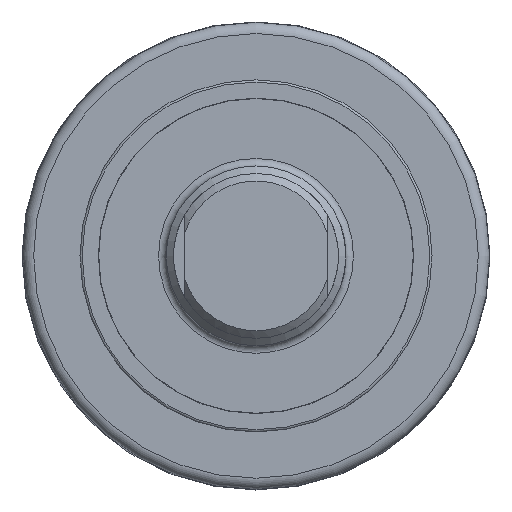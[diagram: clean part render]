
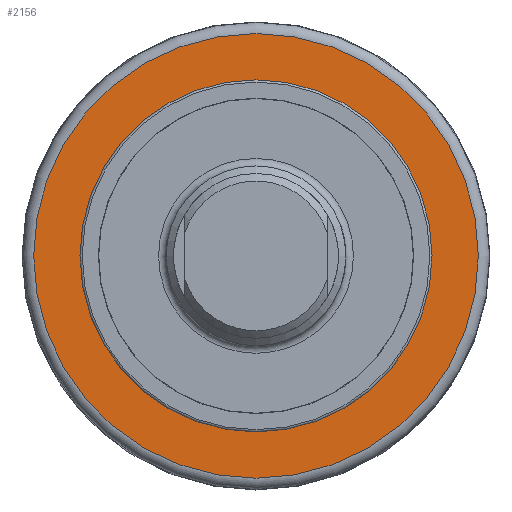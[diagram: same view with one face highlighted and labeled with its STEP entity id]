
A CAD part, left-side view. The second image highlights one B-rep face of the part: STEP entity #2156.
In plain terms, the highlighted planar face has unit normal (-1, 0, 0).
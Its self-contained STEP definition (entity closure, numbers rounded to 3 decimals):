
#63=FACE_BOUND('',#344,.T.);
#113=PLANE('',#2363);
#213=FACE_OUTER_BOUND('',#343,.T.);
#343=EDGE_LOOP('',(#1669,#1670));
#344=EDGE_LOOP('',(#1671,#1672));
#726=CIRCLE('',#2356,23.5);
#727=CIRCLE('',#2357,23.5);
#732=CIRCLE('',#2364,29.678);
#733=CIRCLE('',#2365,29.678);
#941=VERTEX_POINT('',#3577);
#942=VERTEX_POINT('',#3579);
#947=VERTEX_POINT('',#3592);
#948=VERTEX_POINT('',#3593);
#1214=EDGE_CURVE('',#942,#941,#726,.T.);
#1215=EDGE_CURVE('',#941,#942,#727,.T.);
#1220=EDGE_CURVE('',#947,#948,#732,.T.);
#1221=EDGE_CURVE('',#948,#947,#733,.T.);
#1669=ORIENTED_EDGE('',*,*,#1220,.F.);
#1670=ORIENTED_EDGE('',*,*,#1221,.F.);
#1671=ORIENTED_EDGE('',*,*,#1214,.T.);
#1672=ORIENTED_EDGE('',*,*,#1215,.T.);
#2156=ADVANCED_FACE('',(#213,#63),#113,.T.);
#2356=AXIS2_PLACEMENT_3D('',#3580,#2829,#2830);
#2357=AXIS2_PLACEMENT_3D('',#3581,#2831,#2832);
#2363=AXIS2_PLACEMENT_3D('',#3591,#2843,#2844);
#2364=AXIS2_PLACEMENT_3D('',#3594,#2845,#2846);
#2365=AXIS2_PLACEMENT_3D('',#3595,#2847,#2848);
#2829=DIRECTION('center_axis',(1.,0.,0.));
#2830=DIRECTION('ref_axis',(0.,-1.,0.));
#2831=DIRECTION('center_axis',(1.,0.,0.));
#2832=DIRECTION('ref_axis',(0.,-1.,0.));
#2843=DIRECTION('center_axis',(-1.,0.,0.));
#2844=DIRECTION('ref_axis',(0.,0.,-1.));
#2845=DIRECTION('center_axis',(1.,0.,0.));
#2846=DIRECTION('ref_axis',(0.,1.,0.));
#2847=DIRECTION('center_axis',(1.,0.,0.));
#2848=DIRECTION('ref_axis',(0.,1.,0.));
#3577=CARTESIAN_POINT('',(56.95,23.5,0.));
#3579=CARTESIAN_POINT('',(56.95,-23.5,0.));
#3580=CARTESIAN_POINT('Origin',(56.95,0.,0.));
#3581=CARTESIAN_POINT('Origin',(56.95,0.,0.));
#3591=CARTESIAN_POINT('Origin',(56.95,-27.325,0.));
#3592=CARTESIAN_POINT('',(56.95,-29.678,0.));
#3593=CARTESIAN_POINT('',(56.95,0.,-29.678));
#3594=CARTESIAN_POINT('Origin',(56.95,0.,0.));
#3595=CARTESIAN_POINT('Origin',(56.95,0.,0.));
